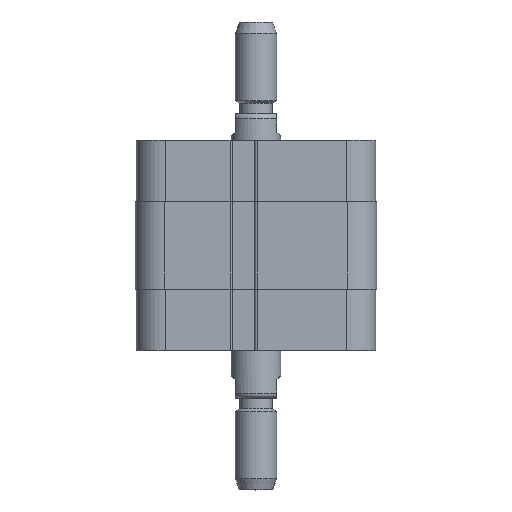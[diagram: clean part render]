
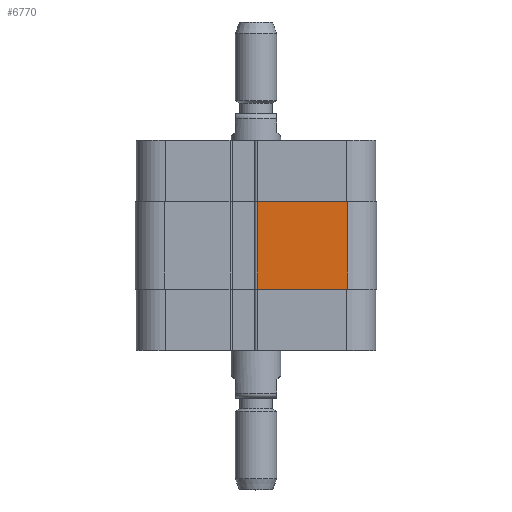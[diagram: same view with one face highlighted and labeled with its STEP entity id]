
A CAD part, top view. The second image highlights one B-rep face of the part: STEP entity #6770.
In plain terms, the highlighted planar face has unit normal (0, 0, 1).
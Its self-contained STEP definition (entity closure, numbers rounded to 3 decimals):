
#5337=CARTESIAN_POINT('',(0.25,10.5,29.05));
#5338=VERTEX_POINT('',#5337);
#5346=CARTESIAN_POINT('',(22.05,10.5,29.05));
#5347=VERTEX_POINT('',#5346);
#5348=CARTESIAN_POINT('',(22.05,10.5,29.05));
#5349=DIRECTION('',(-1.0,0.0,0.0));
#5350=VECTOR('',#5349,21.8);
#5351=LINE('',#5348,#5350);
#5352=EDGE_CURVE('',#5347,#5338,#5351,.T.);
#6404=CARTESIAN_POINT('',(22.05,-10.5,29.05));
#6405=VERTEX_POINT('',#6404);
#6413=CARTESIAN_POINT('',(0.25,-10.5,29.05));
#6414=VERTEX_POINT('',#6413);
#6415=CARTESIAN_POINT('',(0.25,-10.5,29.05));
#6416=DIRECTION('',(1.0,0.0,0.0));
#6417=VECTOR('',#6416,21.8);
#6418=LINE('',#6415,#6417);
#6419=EDGE_CURVE('',#6414,#6405,#6418,.T.);
#6738=CARTESIAN_POINT('',(22.05,10.5,29.05));
#6739=DIRECTION('',(0.0,-1.0,0.0));
#6740=VECTOR('',#6739,21.0);
#6741=LINE('',#6738,#6740);
#6742=EDGE_CURVE('',#5347,#6405,#6741,.T.);
#6754=CARTESIAN_POINT('',(22.05,0.0,29.05));
#6755=DIRECTION('',(0.0,0.0,1.0));
#6756=DIRECTION('',(1.0,0.0,0.0));
#6757=AXIS2_PLACEMENT_3D('',#6754,#6755,#6756);
#6758=PLANE('',#6757);
#6759=ORIENTED_EDGE('',*,*,#5352,.T.);
#6760=CARTESIAN_POINT('',(0.25,10.5,29.05));
#6761=DIRECTION('',(0.0,-1.0,0.0));
#6762=VECTOR('',#6761,21.0);
#6763=LINE('',#6760,#6762);
#6764=EDGE_CURVE('',#5338,#6414,#6763,.T.);
#6765=ORIENTED_EDGE('',*,*,#6764,.T.);
#6766=ORIENTED_EDGE('',*,*,#6419,.T.);
#6767=ORIENTED_EDGE('',*,*,#6742,.F.);
#6768=EDGE_LOOP('',(#6759,#6765,#6766,#6767));
#6769=FACE_OUTER_BOUND('',#6768,.T.);
#6770=ADVANCED_FACE('',(#6769),#6758,.T.);
